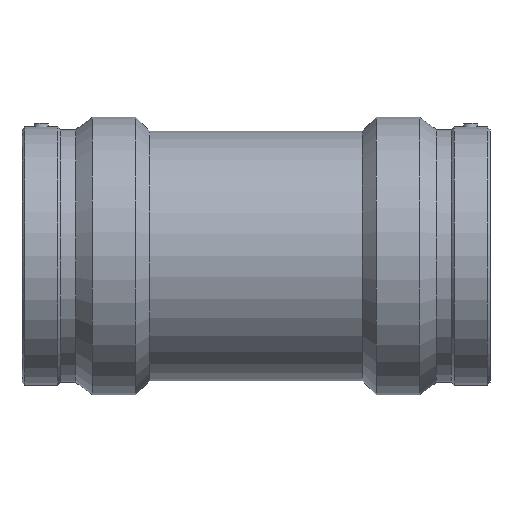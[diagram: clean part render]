
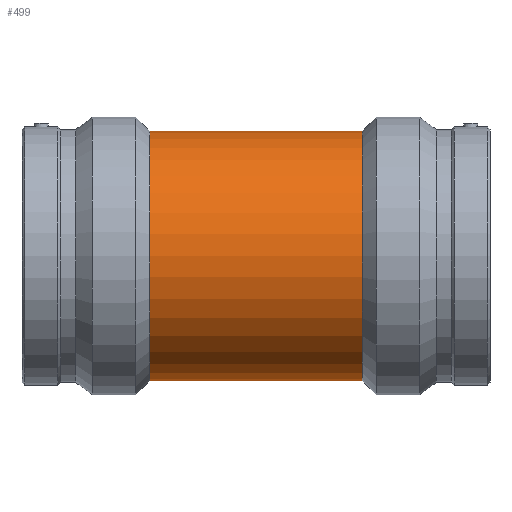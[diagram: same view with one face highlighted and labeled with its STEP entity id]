
A CAD part, top view. The second image highlights one B-rep face of the part: STEP entity #499.
In plain terms, the highlighted cylindrical face has radius 131.85 mm (diameter 263.7 mm), a full revolution.
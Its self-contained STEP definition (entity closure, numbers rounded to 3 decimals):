
#30=B_SPLINE_CURVE_WITH_KNOTS('',3,(#865,#866,#867,#868,#869,#870,#871,
#872,#873,#874,#875,#876,#877,#878,#879,#880,#881,#882,#883,#884,#885,#886,
#887,#888,#889,#890,#891,#892,#893,#894,#895,#896,#897,#898,#899,#900,#901,
#902,#903,#904,#905,#906,#907,#908,#909,#910,#911,#912,#913,#914,#915,#916,
#917,#918,#919,#920,#921,#922,#923,#924,#925,#926,#927,#928,#929,#930),
 .UNSPECIFIED.,.T.,.F.,(4,2,2,2,2,2,2,2,2,2,2,2,2,2,2,2,2,2,2,2,2,2,2,2,
2,2,2,2,2,2,2,2,4),(0.,0.899,1.798,2.697,
3.596,4.494,5.392,6.291,7.189,
8.087,8.986,9.884,10.783,11.681,
12.58,13.479,14.378,15.277,16.176,
17.075,17.974,18.872,19.771,20.669,
21.567,22.466,23.364,24.262,25.161,
26.06,26.959,27.858,28.757),
 .UNSPECIFIED.);
#69=FACE_BOUND('',#187,.T.);
#70=FACE_BOUND('',#188,.T.);
#117=FACE_OUTER_BOUND('',#186,.T.);
#186=EDGE_LOOP('',(#412));
#187=EDGE_LOOP('',(#413));
#188=EDGE_LOOP('',(#414));
#251=CIRCLE('',#568,131.85);
#252=CIRCLE('',#570,131.85);
#276=VERTEX_POINT('',#864);
#297=VERTEX_POINT('',#1058);
#298=VERTEX_POINT('',#1061);
#322=EDGE_CURVE('',#276,#276,#30,.T.);
#343=EDGE_CURVE('',#297,#297,#251,.T.);
#344=EDGE_CURVE('',#298,#298,#252,.T.);
#412=ORIENTED_EDGE('',*,*,#343,.T.);
#413=ORIENTED_EDGE('',*,*,#322,.T.);
#414=ORIENTED_EDGE('',*,*,#344,.F.);
#465=CYLINDRICAL_SURFACE('',#569,131.85);
#499=ADVANCED_FACE('',(#117,#69,#70),#465,.T.);
#568=AXIS2_PLACEMENT_3D('',#1059,#704,#705);
#569=AXIS2_PLACEMENT_3D('',#1060,#706,#707);
#570=AXIS2_PLACEMENT_3D('',#1062,#708,#709);
#704=DIRECTION('center_axis',(1.,0.,0.));
#705=DIRECTION('ref_axis',(0.,0.,-1.));
#706=DIRECTION('center_axis',(1.,0.,0.));
#707=DIRECTION('ref_axis',(0.,1.,0.));
#708=DIRECTION('center_axis',(1.,0.,0.));
#709=DIRECTION('ref_axis',(0.,0.,-1.));
#864=CARTESIAN_POINT('',(0.,-47.25,-123.093));
#865=CARTESIAN_POINT('Ctrl Pts',(0.,-47.25,-123.093));
#866=CARTESIAN_POINT('Ctrl Pts',(2.996,-47.25,-123.093));
#867=CARTESIAN_POINT('Ctrl Pts',(6.086,-46.96,-123.205));
#868=CARTESIAN_POINT('Ctrl Pts',(12.212,-45.751,-123.659));
#869=CARTESIAN_POINT('Ctrl Pts',(15.25,-44.832,-124.001));
#870=CARTESIAN_POINT('Ctrl Pts',(21.061,-42.413,-124.849));
#871=CARTESIAN_POINT('Ctrl Pts',(23.84,-40.912,-125.355));
#872=CARTESIAN_POINT('Ctrl Pts',(28.973,-37.452,-126.432));
#873=CARTESIAN_POINT('Ctrl Pts',(31.327,-35.494,-127.001));
#874=CARTESIAN_POINT('Ctrl Pts',(35.493,-31.329,-128.092));
#875=CARTESIAN_POINT('Ctrl Pts',(37.451,-28.975,-128.653));
#876=CARTESIAN_POINT('Ctrl Pts',(40.911,-23.842,-129.703));
#877=CARTESIAN_POINT('Ctrl Pts',(42.413,-21.062,-130.19));
#878=CARTESIAN_POINT('Ctrl Pts',(44.833,-15.249,-130.998));
#879=CARTESIAN_POINT('Ctrl Pts',(45.752,-12.21,-131.319));
#880=CARTESIAN_POINT('Ctrl Pts',(46.961,-6.083,-131.745));
#881=CARTESIAN_POINT('Ctrl Pts',(47.25,-2.995,-131.85));
#882=CARTESIAN_POINT('Ctrl Pts',(47.25,2.995,-131.85));
#883=CARTESIAN_POINT('Ctrl Pts',(46.961,6.083,-131.745));
#884=CARTESIAN_POINT('Ctrl Pts',(45.752,12.21,-131.319));
#885=CARTESIAN_POINT('Ctrl Pts',(44.833,15.249,-130.998));
#886=CARTESIAN_POINT('Ctrl Pts',(42.413,21.062,-130.19));
#887=CARTESIAN_POINT('Ctrl Pts',(40.911,23.842,-129.703));
#888=CARTESIAN_POINT('Ctrl Pts',(37.451,28.975,-128.653));
#889=CARTESIAN_POINT('Ctrl Pts',(35.493,31.329,-128.092));
#890=CARTESIAN_POINT('Ctrl Pts',(31.327,35.494,-127.001));
#891=CARTESIAN_POINT('Ctrl Pts',(28.973,37.452,-126.432));
#892=CARTESIAN_POINT('Ctrl Pts',(23.84,40.912,-125.355));
#893=CARTESIAN_POINT('Ctrl Pts',(21.061,42.413,-124.849));
#894=CARTESIAN_POINT('Ctrl Pts',(15.25,44.832,-124.001));
#895=CARTESIAN_POINT('Ctrl Pts',(12.212,45.751,-123.659));
#896=CARTESIAN_POINT('Ctrl Pts',(6.086,46.96,-123.205));
#897=CARTESIAN_POINT('Ctrl Pts',(2.996,47.25,-123.093));
#898=CARTESIAN_POINT('Ctrl Pts',(-2.996,47.25,-123.093));
#899=CARTESIAN_POINT('Ctrl Pts',(-6.086,46.96,-123.205));
#900=CARTESIAN_POINT('Ctrl Pts',(-12.212,45.751,-123.659));
#901=CARTESIAN_POINT('Ctrl Pts',(-15.25,44.832,-124.001));
#902=CARTESIAN_POINT('Ctrl Pts',(-21.061,42.413,-124.849));
#903=CARTESIAN_POINT('Ctrl Pts',(-23.84,40.912,-125.355));
#904=CARTESIAN_POINT('Ctrl Pts',(-28.973,37.452,-126.432));
#905=CARTESIAN_POINT('Ctrl Pts',(-31.327,35.494,-127.001));
#906=CARTESIAN_POINT('Ctrl Pts',(-35.493,31.329,-128.092));
#907=CARTESIAN_POINT('Ctrl Pts',(-37.451,28.975,-128.653));
#908=CARTESIAN_POINT('Ctrl Pts',(-40.911,23.842,-129.703));
#909=CARTESIAN_POINT('Ctrl Pts',(-42.413,21.062,-130.19));
#910=CARTESIAN_POINT('Ctrl Pts',(-44.833,15.249,-130.998));
#911=CARTESIAN_POINT('Ctrl Pts',(-45.752,12.21,-131.319));
#912=CARTESIAN_POINT('Ctrl Pts',(-46.961,6.083,-131.745));
#913=CARTESIAN_POINT('Ctrl Pts',(-47.25,2.995,-131.85));
#914=CARTESIAN_POINT('Ctrl Pts',(-47.25,-2.995,-131.85));
#915=CARTESIAN_POINT('Ctrl Pts',(-46.961,-6.083,-131.745));
#916=CARTESIAN_POINT('Ctrl Pts',(-45.752,-12.21,-131.319));
#917=CARTESIAN_POINT('Ctrl Pts',(-44.833,-15.249,-130.998));
#918=CARTESIAN_POINT('Ctrl Pts',(-42.413,-21.062,-130.19));
#919=CARTESIAN_POINT('Ctrl Pts',(-40.911,-23.842,-129.703));
#920=CARTESIAN_POINT('Ctrl Pts',(-37.451,-28.975,-128.653));
#921=CARTESIAN_POINT('Ctrl Pts',(-35.493,-31.329,-128.092));
#922=CARTESIAN_POINT('Ctrl Pts',(-31.327,-35.494,-127.001));
#923=CARTESIAN_POINT('Ctrl Pts',(-28.973,-37.452,-126.432));
#924=CARTESIAN_POINT('Ctrl Pts',(-23.84,-40.912,-125.355));
#925=CARTESIAN_POINT('Ctrl Pts',(-21.061,-42.413,-124.849));
#926=CARTESIAN_POINT('Ctrl Pts',(-15.25,-44.832,-124.001));
#927=CARTESIAN_POINT('Ctrl Pts',(-12.212,-45.751,-123.659));
#928=CARTESIAN_POINT('Ctrl Pts',(-6.086,-46.96,-123.205));
#929=CARTESIAN_POINT('Ctrl Pts',(-2.996,-47.25,-123.093));
#930=CARTESIAN_POINT('Ctrl Pts',(0.,-47.25,-123.093));
#1058=CARTESIAN_POINT('',(-112.385,131.85,0.));
#1059=CARTESIAN_POINT('Origin',(-112.385,0.,0.));
#1060=CARTESIAN_POINT('Origin',(0.,0.,0.));
#1061=CARTESIAN_POINT('',(112.385,131.85,0.));
#1062=CARTESIAN_POINT('Origin',(112.385,0.,0.));
